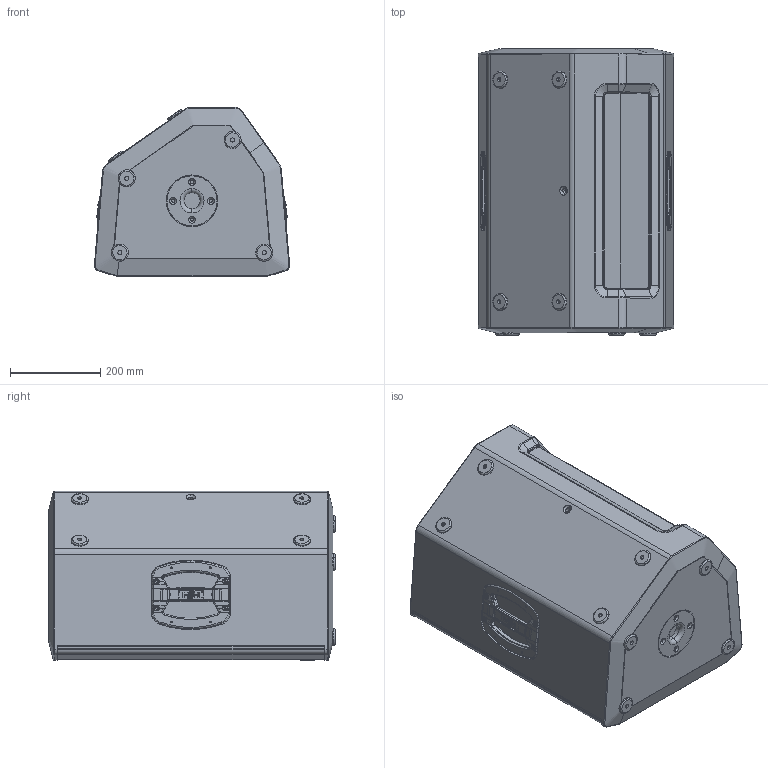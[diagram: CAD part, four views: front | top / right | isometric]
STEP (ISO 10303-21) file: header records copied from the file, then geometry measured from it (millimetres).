
FILE_DESCRIPTION (( 'STEP AP214' ), '1' );
FILE_NAME ('TNE-1501 Solid Part.STEP', '2017-11-08T11:15:22', ( '' ), ( '' ), 'SwSTEP 2.0', 'SolidWorks 2017', '' );
FILE_SCHEMA (( 'AUTOMOTIVE_DESIGN' ));
Length unit declared in the file: millimetre
Products named in the file (1): TNE-1501 Solid Part
Bounding box: 433.32 x 635 x 375.75 mm (x, y, z)
Volume: 80961391.6 mm3; surface area: 1455972.7 mm2
Topology: 1 solids, 11 shells, 2631 faces, 6442 edges, 3821 vertices
Faces by surface type: cylinder 972, plane 815, bspline 484, torus 140, cone 118, sphere 102
Entity records: 123297 total; most frequent: CARTESIAN_POINT 37854, ORIENTED_EDGE 12680, DIRECTION 10993, EDGE_CURVE 6340, AXIS2_PLACEMENT_3D 4083, VERTEX_POINT 3805, VECTOR 2827, LINE 2827
